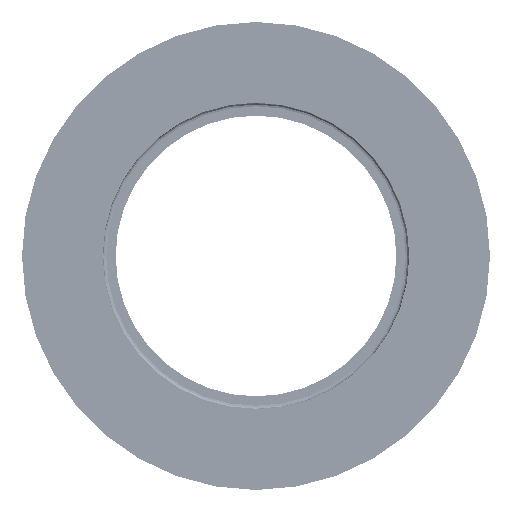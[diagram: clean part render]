
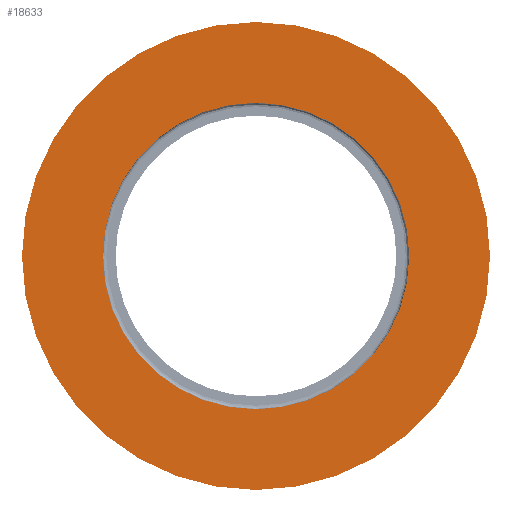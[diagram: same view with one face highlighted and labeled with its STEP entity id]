
A CAD part, left-side view. The second image highlights one B-rep face of the part: STEP entity #18633.
In plain terms, the highlighted planar face has unit normal (-1, 0, 0).
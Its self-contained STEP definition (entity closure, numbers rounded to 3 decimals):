
#219 = EDGE_LOOP ( 'NONE', ( #79600, #108452 ) ) ;
#1629 = CIRCLE ( 'NONE', #27285, 20. ) ;
#5123 = CARTESIAN_POINT ( 'NONE',  ( 0., 0., -20. ) ) ;
#6726 = CIRCLE ( 'NONE', #100230, 13.1 ) ;
#11997 = DIRECTION ( 'NONE',  ( 0., 0., -1. ) ) ;
#12273 = DIRECTION ( 'NONE',  ( 1., 0., 0. ) ) ;
#12355 = CARTESIAN_POINT ( 'NONE',  ( 0., 13.1, 0. ) ) ;
#13902 = AXIS2_PLACEMENT_3D ( 'NONE', #12355, #12273, #11997 ) ;
#16997 = PLANE ( 'NONE',  #13902 ) ;
#18633 = ADVANCED_FACE ( 'NONE', ( #28061, #28156 ), #16997, .F. ) ;
#22130 = DIRECTION ( 'NONE',  ( 0., 0., 1. ) ) ;
#22153 = DIRECTION ( 'NONE',  ( -1., 0., 0. ) ) ;
#22393 = CARTESIAN_POINT ( 'NONE',  ( 0., 0., 0. ) ) ;
#23406 = VERTEX_POINT ( 'NONE', #5123 ) ;
#27285 = AXIS2_PLACEMENT_3D ( 'NONE', #57931, #57570, #57439 ) ;
#28061 = FACE_BOUND ( 'NONE', #90590, .T. ) ;
#28156 = FACE_OUTER_BOUND ( 'NONE', #219, .T. ) ;
#34638 = CIRCLE ( 'NONE', #77706, 20. ) ;
#37628 = EDGE_CURVE ( 'NONE', #76219, #95702, #6726, .T. ) ;
#40232 = EDGE_CURVE ( 'NONE', #101887, #23406, #1629, .T. ) ;
#40336 = DIRECTION ( 'NONE',  ( 0., 0., 1. ) ) ;
#40478 = DIRECTION ( 'NONE',  ( -1., 0., 0. ) ) ;
#40570 = CARTESIAN_POINT ( 'NONE',  ( 0., 0., 0. ) ) ;
#53487 = AXIS2_PLACEMENT_3D ( 'NONE', #40570, #40478, #40336 ) ;
#56543 = ORIENTED_EDGE ( 'NONE', *, *, #37628, .F. ) ;
#57439 = DIRECTION ( 'NONE',  ( 0., 0., 1. ) ) ;
#57570 = DIRECTION ( 'NONE',  ( -1., 0., 0. ) ) ;
#57931 = CARTESIAN_POINT ( 'NONE',  ( 0., 0., 0. ) ) ;
#75385 = ORIENTED_EDGE ( 'NONE', *, *, #80874, .F. ) ;
#76219 = VERTEX_POINT ( 'NONE', #87160 ) ;
#77706 = AXIS2_PLACEMENT_3D ( 'NONE', #95697, #95076, #94736 ) ;
#79264 = EDGE_CURVE ( 'NONE', #23406, #101887, #34638, .T. ) ;
#79600 = ORIENTED_EDGE ( 'NONE', *, *, #40232, .T. ) ;
#80874 = EDGE_CURVE ( 'NONE', #95702, #76219, #89815, .T. ) ;
#87160 = CARTESIAN_POINT ( 'NONE',  ( 0., 0., -13.1 ) ) ;
#89815 = CIRCLE ( 'NONE', #53487, 13.1 ) ;
#90194 = CARTESIAN_POINT ( 'NONE',  ( 0., 0., 20. ) ) ;
#90590 = EDGE_LOOP ( 'NONE', ( #75385, #56543 ) ) ;
#94736 = DIRECTION ( 'NONE',  ( 0., 0., 1. ) ) ;
#95076 = DIRECTION ( 'NONE',  ( -1., 0., 0. ) ) ;
#95491 = CARTESIAN_POINT ( 'NONE',  ( 0., 0., 13.1 ) ) ;
#95697 = CARTESIAN_POINT ( 'NONE',  ( 0., 0., 0. ) ) ;
#95702 = VERTEX_POINT ( 'NONE', #95491 ) ;
#100230 = AXIS2_PLACEMENT_3D ( 'NONE', #22393, #22153, #22130 ) ;
#101887 = VERTEX_POINT ( 'NONE', #90194 ) ;
#108452 = ORIENTED_EDGE ( 'NONE', *, *, #79264, .T. ) ;
